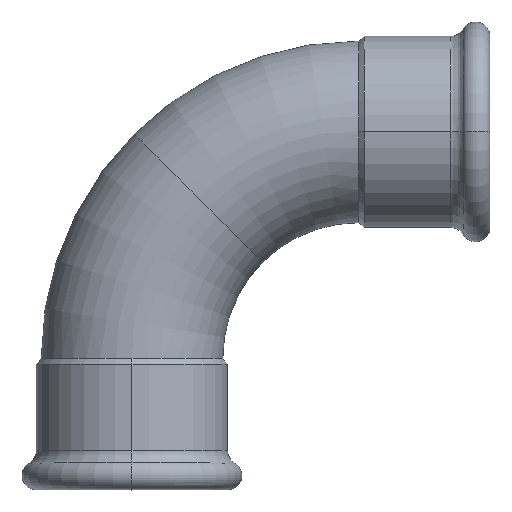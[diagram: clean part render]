
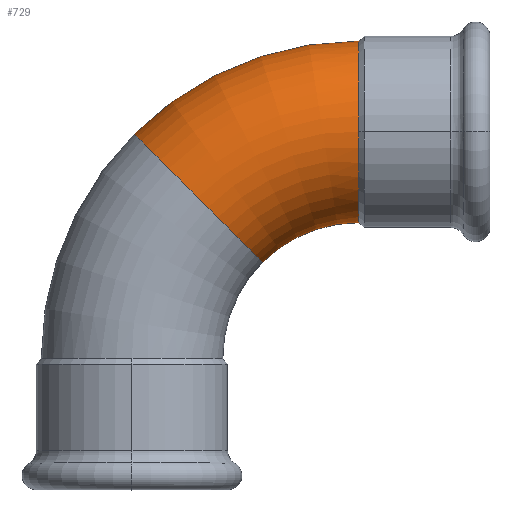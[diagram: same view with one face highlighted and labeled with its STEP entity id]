
A CAD part, top view. The second image highlights one B-rep face of the part: STEP entity #729.
In plain terms, the highlighted toroidal (fillet/blend) face has major radius 95 mm and minor radius 38.05 mm.
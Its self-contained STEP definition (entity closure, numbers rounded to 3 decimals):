
#2 = EDGE_CURVE ( 'NONE', #345, #652, #408, .T. ) ;
#12 = CIRCLE ( 'NONE', #536, 38.05 ) ;
#29 = CARTESIAN_POINT ( 'NONE',  ( 2.222, 92.778, 11.698 ) ) ;
#30 = DIRECTION ( 'NONE',  ( 0., 0., 1. ) ) ;
#33 = AXIS2_PLACEMENT_3D ( 'NONE', #1267, #430, #436 ) ;
#41 = EDGE_CURVE ( 'NONE', #758, #1370, #1307, .T. ) ;
#44 = EDGE_CURVE ( 'NONE', #696, #758, #371, .T. ) ;
#51 = DIRECTION ( 'NONE',  ( 0.707, -0.707, 0. ) ) ;
#52 = DIRECTION ( 'NONE',  ( 0., 0., 1. ) ) ;
#80 = DIRECTION ( 'NONE',  ( -0.707, -0.707, 0. ) ) ;
#92 = AXIS2_PLACEMENT_3D ( 'NONE', #918, #52, #934 ) ;
#101 = VERTEX_POINT ( 'NONE', #1162 ) ;
#142 = DIRECTION ( 'NONE',  ( 0.707, -0.707, 0. ) ) ;
#143 = DIRECTION ( 'NONE',  ( 0., 0., 1. ) ) ;
#148 = ORIENTED_EDGE ( 'NONE', *, *, #1319, .F. ) ;
#151 = DIRECTION ( 'NONE',  ( -1., 0., 0. ) ) ;
#155 = AXIS2_PLACEMENT_3D ( 'NONE', #658, #983, #785 ) ;
#167 = AXIS2_PLACEMENT_3D ( 'NONE', #338, #854, #1291 ) ;
#173 = CARTESIAN_POINT ( 'NONE',  ( 27.825, 67.175, 0. ) ) ;
#208 = AXIS2_PLACEMENT_3D ( 'NONE', #607, #475, #51 ) ;
#247 = CARTESIAN_POINT ( 'NONE',  ( 95., 0., 0. ) ) ;
#262 = AXIS2_PLACEMENT_3D ( 'NONE', #577, #80, #521 ) ;
#265 = EDGE_CURVE ( 'NONE', #101, #345, #328, .T. ) ;
#288 = CIRCLE ( 'NONE', #985, 56.95 ) ;
#290 = DIRECTION ( 'NONE',  ( 0., 0., 1. ) ) ;
#295 = ORIENTED_EDGE ( 'NONE', *, *, #1363, .F. ) ;
#316 = CARTESIAN_POINT ( 'NONE',  ( 27.549, 67.451, 38.048 ) ) ;
#328 = CIRCLE ( 'NONE', #155, 38.05 ) ;
#338 = CARTESIAN_POINT ( 'NONE',  ( 27.825, 67.175, 0. ) ) ;
#340 = ORIENTED_EDGE ( 'NONE', *, *, #265, .T. ) ;
#345 = VERTEX_POINT ( 'NONE', #916 ) ;
#371 = CIRCLE ( 'NONE', #33, 38.05 ) ;
#408 = CIRCLE ( 'NONE', #92, 133.05 ) ;
#430 = DIRECTION ( 'NONE',  ( -0.707, -0.707, 0. ) ) ;
#436 = DIRECTION ( 'NONE',  ( 0.707, -0.707, 0. ) ) ;
#437 = EDGE_CURVE ( 'NONE', #1018, #1043, #938, .T. ) ;
#464 = CIRCLE ( 'NONE', #1166, 38.05 ) ;
#475 = DIRECTION ( 'NONE',  ( -0.707, -0.707, 0. ) ) ;
#482 = DIRECTION ( 'NONE',  ( -0.707, -0.707, 0. ) ) ;
#503 = CARTESIAN_POINT ( 'NONE',  ( 95., 0., 0. ) ) ;
#521 = DIRECTION ( 'NONE',  ( 0.707, -0.707, 0. ) ) ;
#536 = AXIS2_PLACEMENT_3D ( 'NONE', #173, #482, #142 ) ;
#553 = EDGE_LOOP ( 'NONE', ( #340, #992, #295, #808, #984, #1280, #853, #148, #1284 ) ) ;
#561 = CARTESIAN_POINT ( 'NONE',  ( 95., 56.95, 0. ) ) ;
#577 = CARTESIAN_POINT ( 'NONE',  ( 27.825, 67.175, 0. ) ) ;
#607 = CARTESIAN_POINT ( 'NONE',  ( 27.825, 67.175, 0. ) ) ;
#616 = CARTESIAN_POINT ( 'NONE',  ( 0.919, 94.081, 0.008 ) ) ;
#652 = VERTEX_POINT ( 'NONE', #1335 ) ;
#658 = CARTESIAN_POINT ( 'NONE',  ( 95., 95., 0. ) ) ;
#668 = EDGE_CURVE ( 'NONE', #869, #101, #464, .T. ) ;
#676 = FACE_OUTER_BOUND ( 'NONE', #553, .T. ) ;
#684 = DIRECTION ( 'NONE',  ( 1., 0., 0. ) ) ;
#696 = VERTEX_POINT ( 'NONE', #1007 ) ;
#702 = DIRECTION ( 'NONE',  ( 1., 0., 0. ) ) ;
#729 = ADVANCED_FACE ( 'NONE', ( #676 ), #843, .T. ) ;
#758 = VERTEX_POINT ( 'NONE', #926 ) ;
#785 = DIRECTION ( 'NONE',  ( 0., 0., 1. ) ) ;
#808 = ORIENTED_EDGE ( 'NONE', *, *, #437, .F. ) ;
#843 = TOROIDAL_SURFACE ( 'NONE', #1003, 95., 38.05 ) ;
#853 = ORIENTED_EDGE ( 'NONE', *, *, #44, .F. ) ;
#854 = DIRECTION ( 'NONE',  ( -0.707, -0.707, 0. ) ) ;
#869 = VERTEX_POINT ( 'NONE', #561 ) ;
#916 = CARTESIAN_POINT ( 'NONE',  ( 95., 133.05, 0. ) ) ;
#918 = CARTESIAN_POINT ( 'NONE',  ( 95., 0., 0. ) ) ;
#926 = CARTESIAN_POINT ( 'NONE',  ( 54.73, 40.27, 0.007 ) ) ;
#934 = DIRECTION ( 'NONE',  ( 1., 0., 0. ) ) ;
#938 = CIRCLE ( 'NONE', #208, 38.05 ) ;
#983 = DIRECTION ( 'NONE',  ( -1., 0., 0. ) ) ;
#984 = ORIENTED_EDGE ( 'NONE', *, *, #1070, .F. ) ;
#985 = AXIS2_PLACEMENT_3D ( 'NONE', #503, #290, #702 ) ;
#992 = ORIENTED_EDGE ( 'NONE', *, *, #2, .T. ) ;
#1003 = AXIS2_PLACEMENT_3D ( 'NONE', #247, #30, #684 ) ;
#1007 = CARTESIAN_POINT ( 'NONE',  ( 54.73, 40.27, 0. ) ) ;
#1018 = VERTEX_POINT ( 'NONE', #29 ) ;
#1043 = VERTEX_POINT ( 'NONE', #616 ) ;
#1070 = EDGE_CURVE ( 'NONE', #1370, #1018, #12, .T. ) ;
#1162 = CARTESIAN_POINT ( 'NONE',  ( 95., 95., 38.05 ) ) ;
#1166 = AXIS2_PLACEMENT_3D ( 'NONE', #1357, #151, #143 ) ;
#1267 = CARTESIAN_POINT ( 'NONE',  ( 27.825, 67.175, 0. ) ) ;
#1280 = ORIENTED_EDGE ( 'NONE', *, *, #41, .F. ) ;
#1284 = ORIENTED_EDGE ( 'NONE', *, *, #668, .T. ) ;
#1291 = DIRECTION ( 'NONE',  ( 0.707, -0.707, 0. ) ) ;
#1307 = CIRCLE ( 'NONE', #262, 38.05 ) ;
#1319 = EDGE_CURVE ( 'NONE', #869, #696, #288, .T. ) ;
#1335 = CARTESIAN_POINT ( 'NONE',  ( 0.919, 94.081, 0. ) ) ;
#1357 = CARTESIAN_POINT ( 'NONE',  ( 95., 95., 0. ) ) ;
#1363 = EDGE_CURVE ( 'NONE', #1043, #652, #1397, .T. ) ;
#1370 = VERTEX_POINT ( 'NONE', #316 ) ;
#1397 = CIRCLE ( 'NONE', #167, 38.05 ) ;
